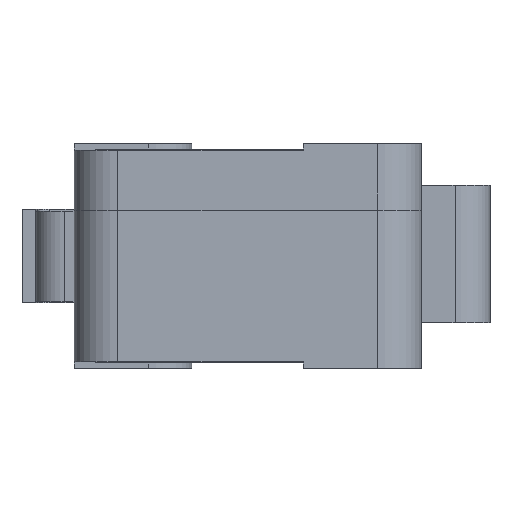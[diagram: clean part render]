
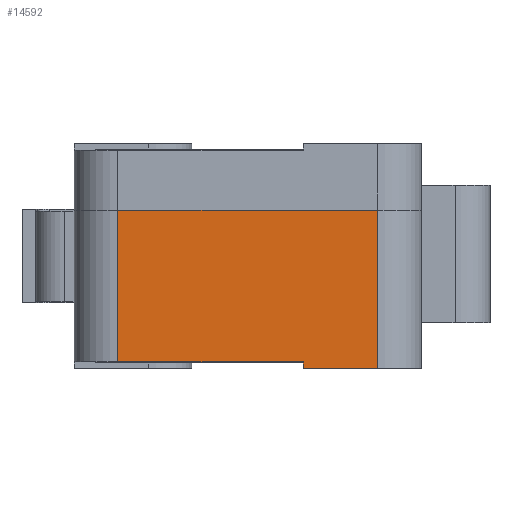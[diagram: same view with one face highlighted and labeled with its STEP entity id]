
A CAD part, left-side view. The second image highlights one B-rep face of the part: STEP entity #14592.
In plain terms, the highlighted planar face has unit normal (-1, 0, 0).
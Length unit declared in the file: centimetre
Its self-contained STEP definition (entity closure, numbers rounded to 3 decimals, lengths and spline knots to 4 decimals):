
#1633=FACE_OUTER_BOUND('',#2463,.T.);
#2463=EDGE_LOOP('',(#13294,#13295,#13296,#13297,#13298,#13299));
#3547=LINE('',#23674,#5125);
#4018=LINE('',#26526,#5596);
#4022=LINE('',#26536,#5600);
#4028=LINE('',#26550,#5606);
#4031=LINE('',#26556,#5609);
#4045=LINE('',#26589,#5623);
#5125=VECTOR('',#17094,1.);
#5596=VECTOR('',#18119,1.);
#5600=VECTOR('',#18127,1.);
#5606=VECTOR('',#18145,1.);
#5609=VECTOR('',#18154,1.);
#5623=VECTOR('',#18196,1.);
#6705=VERTEX_POINT('',#23661);
#6709=VERTEX_POINT('',#23673);
#7003=VERTEX_POINT('',#26522);
#7004=VERTEX_POINT('',#26524);
#7008=VERTEX_POINT('',#26535);
#7010=VERTEX_POINT('',#26548);
#8464=EDGE_CURVE('',#6709,#6705,#3547,.T.);
#9085=EDGE_CURVE('',#7003,#7004,#4018,.T.);
#9090=EDGE_CURVE('',#7008,#7003,#4022,.T.);
#9098=EDGE_CURVE('',#7010,#7004,#4028,.T.);
#9101=EDGE_CURVE('',#7008,#6705,#4031,.T.);
#9117=EDGE_CURVE('',#7010,#6709,#4045,.T.);
#13294=ORIENTED_EDGE('',*,*,#8464,.T.);
#13295=ORIENTED_EDGE('',*,*,#9101,.F.);
#13296=ORIENTED_EDGE('',*,*,#9090,.T.);
#13297=ORIENTED_EDGE('',*,*,#9085,.T.);
#13298=ORIENTED_EDGE('',*,*,#9098,.F.);
#13299=ORIENTED_EDGE('',*,*,#9117,.T.);
#13826=PLANE('',#15278);
#14592=ADVANCED_FACE('',(#1633),#13826,.T.);
#15278=AXIS2_PLACEMENT_3D('',#26588,#18194,#18195);
#17094=DIRECTION('',(0.,1.,0.));
#18119=DIRECTION('',(0.,0.,-1.));
#18127=DIRECTION('',(0.,-1.,0.));
#18145=DIRECTION('',(0.,1.,0.));
#18154=DIRECTION('',(0.,0.,1.));
#18194=DIRECTION('center_axis',(-1.,0.,0.));
#18195=DIRECTION('ref_axis',(0.,0.,1.));
#18196=DIRECTION('',(0.,0.,1.));
#23661=CARTESIAN_POINT('',(-2.89,0.6425,0.725));
#23673=CARTESIAN_POINT('',(-2.89,-0.5475,0.725));
#23674=CARTESIAN_POINT('',(-2.89,0.1475,0.725));
#26522=CARTESIAN_POINT('',(-2.89,-0.2075,0.03));
#26524=CARTESIAN_POINT('',(-2.89,-0.2075,0.));
#26526=CARTESIAN_POINT('',(-2.89,-0.2075,0.));
#26535=CARTESIAN_POINT('',(-2.89,0.6425,0.03));
#26536=CARTESIAN_POINT('',(-2.89,-0.246,0.03));
#26548=CARTESIAN_POINT('',(-2.89,-0.5475,0.));
#26550=CARTESIAN_POINT('',(-2.89,-0.5475,0.));
#26556=CARTESIAN_POINT('',(-2.89,0.6425,0.));
#26588=CARTESIAN_POINT('Origin',(-2.89,-0.5475,0.));
#26589=CARTESIAN_POINT('',(-2.89,-0.5475,0.));
